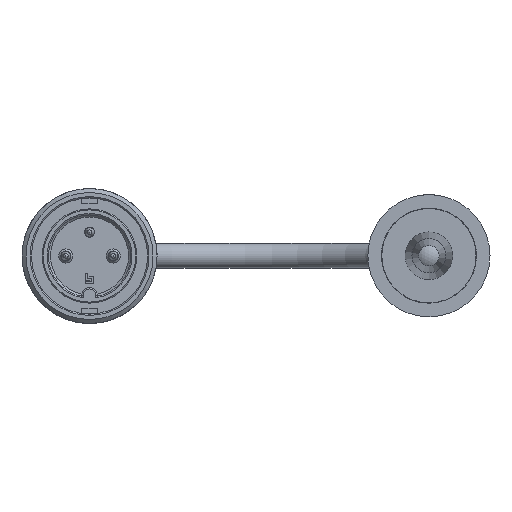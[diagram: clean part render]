
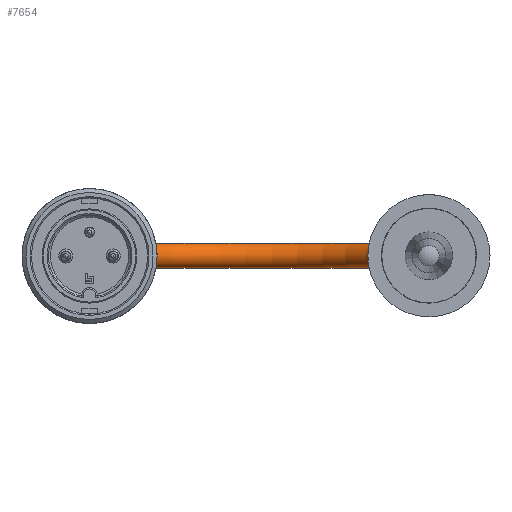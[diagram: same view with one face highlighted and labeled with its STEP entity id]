
A CAD part, left-side view. The second image highlights one B-rep face of the part: STEP entity #7654.
In plain terms, the highlighted toroidal (fillet/blend) face has major radius 25 mm and minor radius 1.85 mm.
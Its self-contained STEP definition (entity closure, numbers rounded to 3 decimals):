
#1457=TOROIDAL_SURFACE('',#8112,25.,1.85);
#1828=FACE_BOUND('',#2331,.T.);
#1900=FACE_OUTER_BOUND('',#2330,.T.);
#2330=EDGE_LOOP('',(#5019));
#2331=EDGE_LOOP('',(#5020));
#2814=CIRCLE('',#8111,1.85);
#2815=CIRCLE('',#8113,1.85);
#3187=VERTEX_POINT('',#11182);
#3188=VERTEX_POINT('',#11185);
#3921=EDGE_CURVE('',#3187,#3187,#2814,.T.);
#3922=EDGE_CURVE('',#3188,#3188,#2815,.T.);
#5019=ORIENTED_EDGE('',*,*,#3921,.F.);
#5020=ORIENTED_EDGE('',*,*,#3922,.T.);
#7654=ADVANCED_FACE('',(#1900,#1828),#1457,.T.);
#8111=AXIS2_PLACEMENT_3D('',#11183,#8918,#8919);
#8112=AXIS2_PLACEMENT_3D('',#11184,#8920,#8921);
#8113=AXIS2_PLACEMENT_3D('',#11186,#8922,#8923);
#8918=DIRECTION('center_axis',(-1.,0.,0.));
#8919=DIRECTION('ref_axis',(0.,0.,
1.));
#8920=DIRECTION('center_axis',(0.,0.,
1.));
#8921=DIRECTION('ref_axis',(1.,0.,0.));
#8922=DIRECTION('center_axis',(1.,0.,0.));
#8923=DIRECTION('ref_axis',(0.,0.,
1.));
#11182=CARTESIAN_POINT('',(301.315,-207.204,-467.676));
#11183=CARTESIAN_POINT('Origin',(301.315,-207.204,-465.826));
#11184=CARTESIAN_POINT('Origin',(301.315,-232.204,-465.826));
#11185=CARTESIAN_POINT('',(301.315,-257.204,-467.676));
#11186=CARTESIAN_POINT('Origin',(301.315,-257.204,-465.826));
